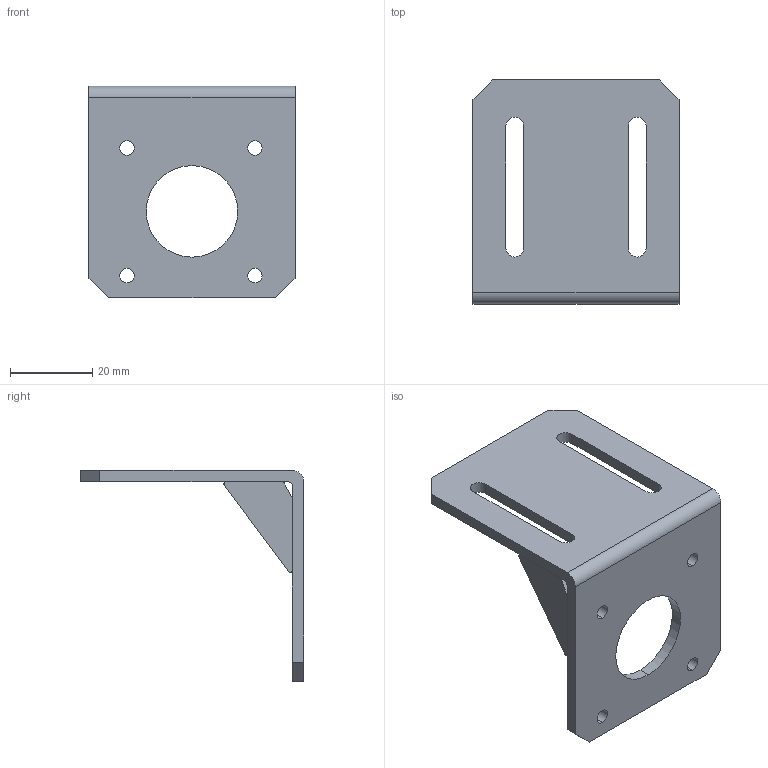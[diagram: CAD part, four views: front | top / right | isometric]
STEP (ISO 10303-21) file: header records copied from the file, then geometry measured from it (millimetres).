
FILE_DESCRIPTION (( 'STEP AP203' ), '1' );
FILE_NAME ('B87 ﾊ煇鳫 葢鞳瑣褄 Nema 17.step', '2026-02-16T13:23:00', ( '' ), ( '' ), 'SwSTEP 2.0', 'SolidWorks 2026', '' );
FILE_SCHEMA (( 'CONFIG_CONTROL_DESIGN' ));
Length unit declared in the file: millimetre
Products named in the file (2): B87 Кронштейн двигателя Nema 17; B87 Кронштейн двигателя Nema 17_00
Assembly tree (1 placements, depth 2):
  B87 Кронштейн двигателя Nema 17
    B87 Кронштейн двигателя Nema 17_00
Bounding box: 50 x 54.3 x 51.3 mm (x, y, z)
Volume: 13027.1 mm3; surface area: 11279.1 mm2
Topology: 3 solids, 3 shells, 52 faces, 138 edges, 92 vertices
Faces by surface type: plane 28, cylinder 24
Entity records: 1850 total; most frequent: DIRECTION 298, CARTESIAN_POINT 286, ORIENTED_EDGE 276, EDGE_CURVE 138, AXIS2_PLACEMENT_3D 104, VERTEX_POINT 92, VECTOR 90, LINE 90
